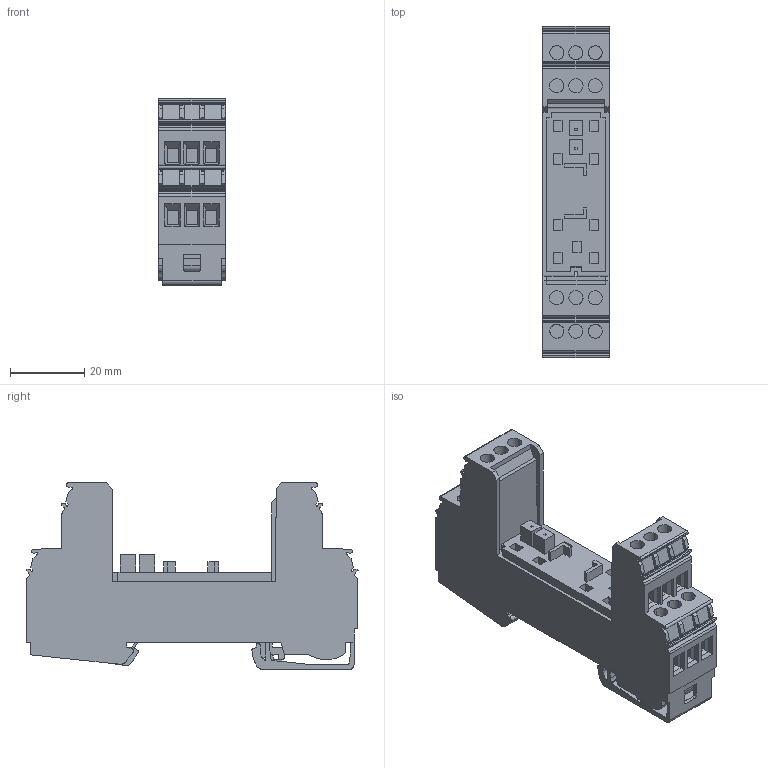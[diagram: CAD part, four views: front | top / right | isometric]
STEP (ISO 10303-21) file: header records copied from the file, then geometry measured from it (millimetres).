
FILE_DESCRIPTION(('CATIA V5 STEP Exchange','CAx-IF Rec.Pracs.--- Model Styling and Organization---1.5--- 2016-08-15','CAx-IF Rec.Pracs.---Supplemental Geometry---1.0---2011-11-01','CAx-IF Rec.Pracs.--- Composite Materials ---1.1---2010-07-15'),'2;1');
FILE_NAME ('9795105_4', '2025-09-23T06:48:50+00:00', ('none'), ('Weidmueller'), 'CATIA Version 5-6 Release 2024 SP4', 'CATIA V5 STEP AP214 v3', 'none');
FILE_SCHEMA(('AUTOMOTIVE_DESIGN { 1 0 10303 214 1 1 1 1 }'));
Length unit declared in the file: millimetre
Products named in the file (1): 1070470000
Bounding box: 17.85 x 89.33 x 50.22 mm (x, y, z)
Volume: 43043.7 mm3; surface area: 16768.8 mm2
Topology: 1 solids, 1 shells, 652 faces, 2065 edges, 1449 vertices
Faces by surface type: plane 493, cylinder 119, extrusion 36, cone 4
Entity records: 22378 total; most frequent: CARTESIAN_POINT 5168, ORIENTED_EDGE 4130, DIRECTION 2676, EDGE_CURVE 2065, VECTOR 1712, LINE 1676, VERTEX_POINT 1449, EDGE_LOOP 698
